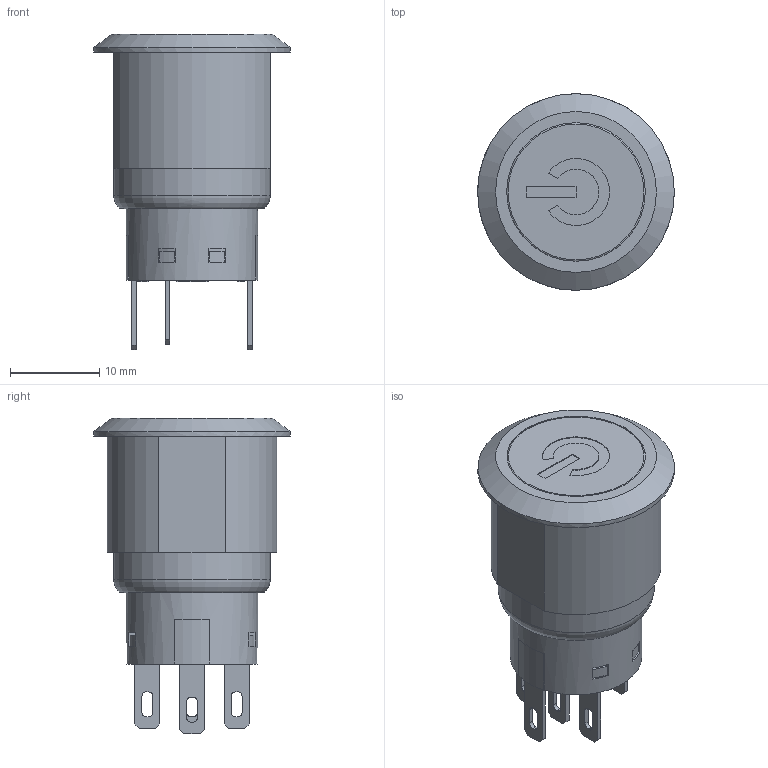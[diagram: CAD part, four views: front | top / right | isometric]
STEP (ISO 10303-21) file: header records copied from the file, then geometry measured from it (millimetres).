
FILE_DESCRIPTION((''),'2;1');
FILE_NAME('ULV4F2Bxx5xx.stp','2018-03-20T13:00:13',('mwilliams'),(''),'Autodesk Inventor 2012','Autodesk Inventor 2012','');
FILE_SCHEMA(('AUTOMOTIVE_DESIGN { 1 0 10303 214 1 1 1 1 }'));
Length unit declared in the file: millimetre
Products named in the file (1): ULV4F2Bxx5xx
Bounding box: 22 x 22 x 35.3 mm (x, y, z)
Volume: 6225 mm3; surface area: 3252.6 mm2
Topology: 1 solids, 1 shells, 258 faces, 719 edges, 473 vertices
Faces by surface type: plane 172, bspline 46, cylinder 37, torus 2, cone 1
Full cylindrical faces by diameter (mm): 13.3 x1, 14.7 x1, 15.5 x1, 17.5 x1, 22 x1
Entity records: 8476 total; most frequent: CARTESIAN_POINT 2031, ORIENTED_EDGE 1412, DIRECTION 1164, EDGE_CURVE 706, VECTOR 490, LINE 490, VERTEX_POINT 468, AXIS2_PLACEMENT_3D 337
